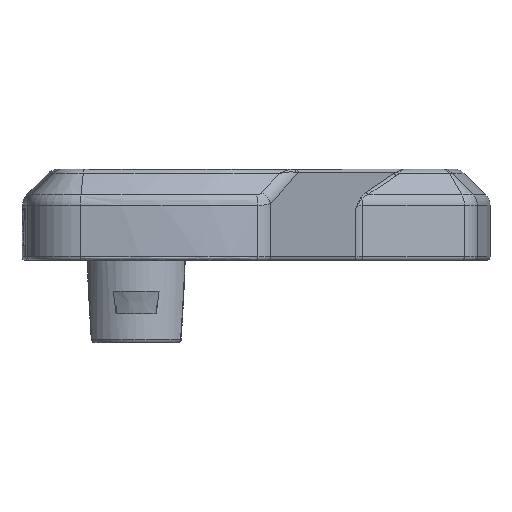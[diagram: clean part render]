
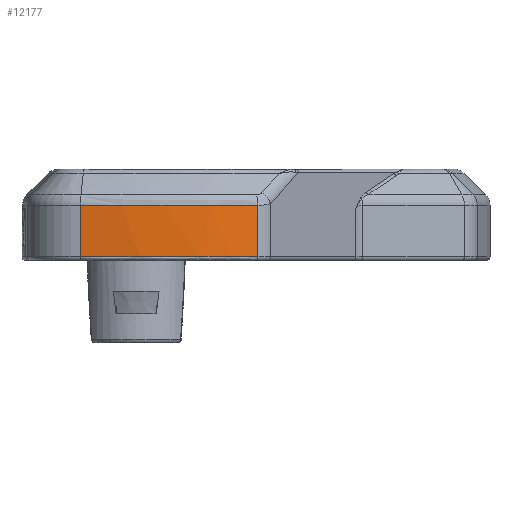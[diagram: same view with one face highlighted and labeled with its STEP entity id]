
A CAD part, left-side view. The second image highlights one B-rep face of the part: STEP entity #12177.
In plain terms, the highlighted free-form (B-spline) face has degree [3, 1] with [4, 2] control points.
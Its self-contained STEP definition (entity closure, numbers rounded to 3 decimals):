
#45=B_SPLINE_SURFACE_WITH_KNOTS('',3,1,((#23015,#23016),(#23017,#23018),
(#23019,#23020),(#23021,#23022)),.UNSPECIFIED.,.F.,.F.,.F.,(4,4),(2,2),
(0.,1.),(0.,0.83),.UNSPECIFIED.);
#1301=FACE_OUTER_BOUND('',#2062,.T.);
#2062=EDGE_LOOP('',(#8891,#8892,#8893,#8894));
#3191=LINE('',#23013,#4002);
#3192=LINE('',#23039,#4003);
#4002=VECTOR('',#15455,1000.);
#4003=VECTOR('',#15458,1000.);
#4610=B_SPLINE_CURVE_WITH_KNOTS('',3,(#23024,#23025,#23026,#23027,#23028,
#23029,#23030,#23031,#23032,#23033,#23034,#23035,#23036,#23037),
 .UNSPECIFIED.,.F.,.F.,(4,2,2,2,2,2,4),(0.,0.006,0.009,
0.012,0.018,0.021,0.024),
 .UNSPECIFIED.);
#4611=B_SPLINE_CURVE_WITH_KNOTS('',3,(#23040,#23041,#23042,#23043,#23044,
#23045,#23046,#23047,#23048,#23049,#23050,#23051,#23052,#23053),
 .UNSPECIFIED.,.F.,.F.,(4,2,2,2,2,2,4),(0.,0.001,
0.003,0.006,0.012,0.018,
0.024),.UNSPECIFIED.);
#5552=VERTEX_POINT('',#23010);
#5553=VERTEX_POINT('',#23012);
#5554=VERTEX_POINT('',#23023);
#5555=VERTEX_POINT('',#23038);
#6836=EDGE_CURVE('',#5553,#5552,#3191,.T.);
#6838=EDGE_CURVE('',#5552,#5554,#4610,.T.);
#6839=EDGE_CURVE('',#5555,#5554,#3192,.T.);
#6840=EDGE_CURVE('',#5555,#5553,#4611,.T.);
#8891=ORIENTED_EDGE('',*,*,#6836,.T.);
#8892=ORIENTED_EDGE('',*,*,#6838,.T.);
#8893=ORIENTED_EDGE('',*,*,#6839,.F.);
#8894=ORIENTED_EDGE('',*,*,#6840,.T.);
#12177=ADVANCED_FACE('',(#1301),#45,.F.);
#15455=DIRECTION('',(0.,0.,-1.));
#15458=DIRECTION('',(0.,0.,-1.));
#23010=CARTESIAN_POINT('',(-60.216,71.726,532.672));
#23012=CARTESIAN_POINT('',(-60.216,71.726,539.544));
#23013=CARTESIAN_POINT('',(-60.216,71.726,544.372));
#23015=CARTESIAN_POINT('Ctrl Pts',(-60.216,71.726,539.585));
#23016=CARTESIAN_POINT('Ctrl Pts',(-60.216,71.726,531.29));
#23017=CARTESIAN_POINT('Ctrl Pts',(-61.143,63.562,539.585));
#23018=CARTESIAN_POINT('Ctrl Pts',(-61.143,63.562,531.29));
#23019=CARTESIAN_POINT('Ctrl Pts',(-60.98,55.518,539.585));
#23020=CARTESIAN_POINT('Ctrl Pts',(-60.98,55.518,531.29));
#23021=CARTESIAN_POINT('Ctrl Pts',(-58.168,48.021,539.585));
#23022=CARTESIAN_POINT('Ctrl Pts',(-58.168,48.021,531.29));
#23023=CARTESIAN_POINT('',(-58.168,48.021,532.672));
#23024=CARTESIAN_POINT('Ctrl Pts',(-60.216,71.726,532.672));
#23025=CARTESIAN_POINT('Ctrl Pts',(-60.442,69.735,532.672));
#23026=CARTESIAN_POINT('Ctrl Pts',(-60.604,67.743,532.672));
#23027=CARTESIAN_POINT('Ctrl Pts',(-60.715,64.749,532.672));
#23028=CARTESIAN_POINT('Ctrl Pts',(-60.73,63.751,532.672));
#23029=CARTESIAN_POINT('Ctrl Pts',(-60.707,61.751,532.672));
#23030=CARTESIAN_POINT('Ctrl Pts',(-60.67,60.749,532.672));
#23031=CARTESIAN_POINT('Ctrl Pts',(-60.468,57.75,532.672));
#23032=CARTESIAN_POINT('Ctrl Pts',(-60.216,55.763,532.672));
#23033=CARTESIAN_POINT('Ctrl Pts',(-59.617,52.814,532.672));
#23034=CARTESIAN_POINT('Ctrl Pts',(-59.381,51.841,532.672));
#23035=CARTESIAN_POINT('Ctrl Pts',(-58.833,49.914,532.672));
#23036=CARTESIAN_POINT('Ctrl Pts',(-58.52,48.96,532.672));
#23037=CARTESIAN_POINT('Ctrl Pts',(-58.168,48.021,532.672));
#23038=CARTESIAN_POINT('',(-58.168,48.021,539.544));
#23039=CARTESIAN_POINT('',(-58.168,48.021,544.372));
#23040=CARTESIAN_POINT('Ctrl Pts',(-58.168,48.021,539.544));
#23041=CARTESIAN_POINT('Ctrl Pts',(-58.343,48.488,539.544));
#23042=CARTESIAN_POINT('Ctrl Pts',(-58.51,48.962,539.544));
#23043=CARTESIAN_POINT('Ctrl Pts',(-58.822,49.912,539.544));
#23044=CARTESIAN_POINT('Ctrl Pts',(-58.969,50.39,539.544));
#23045=CARTESIAN_POINT('Ctrl Pts',(-59.379,51.832,539.544));
#23046=CARTESIAN_POINT('Ctrl Pts',(-59.614,52.804,539.544));
#23047=CARTESIAN_POINT('Ctrl Pts',(-60.213,55.749,539.544));
#23048=CARTESIAN_POINT('Ctrl Pts',(-60.467,57.735,539.544));
#23049=CARTESIAN_POINT('Ctrl Pts',(-60.736,61.732,539.544));
#23050=CARTESIAN_POINT('Ctrl Pts',(-60.752,63.735,539.544));
#23051=CARTESIAN_POINT('Ctrl Pts',(-60.605,67.738,539.544));
#23052=CARTESIAN_POINT('Ctrl Pts',(-60.442,69.735,539.544));
#23053=CARTESIAN_POINT('Ctrl Pts',(-60.216,71.726,539.544));
